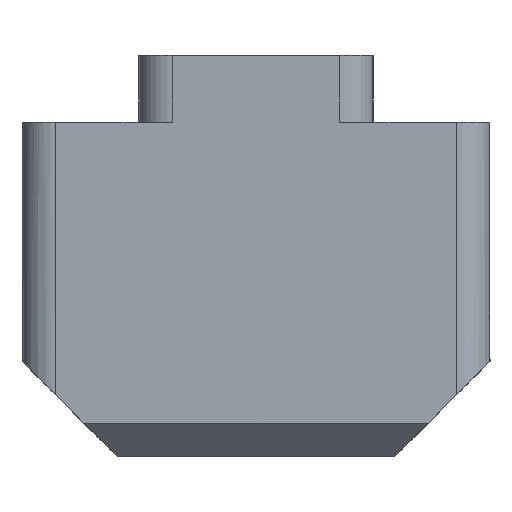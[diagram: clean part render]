
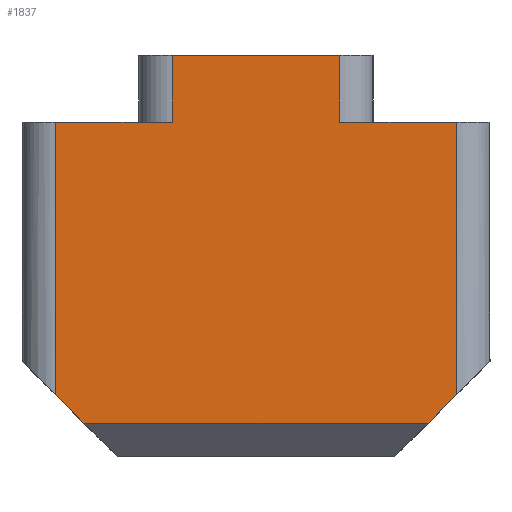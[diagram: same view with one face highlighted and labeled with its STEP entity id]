
A CAD part, left-side view. The second image highlights one B-rep face of the part: STEP entity #1837.
In plain terms, the highlighted planar face has unit normal (-1, 0, 0).
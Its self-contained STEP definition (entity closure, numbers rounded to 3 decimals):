
#53=PLANE('',#1980);
#113=FACE_OUTER_BOUND('',#213,.T.);
#213=EDGE_LOOP('',(#1335,#1336,#1337,#1338,#1339,#1340,#1341,#1342,#1343,
#1344));
#300=LINE('',#2707,#482);
#330=LINE('',#2794,#512);
#345=LINE('',#2859,#527);
#348=LINE('',#2865,#530);
#352=LINE('',#2872,#534);
#353=LINE('',#2879,#535);
#354=LINE('',#2882,#536);
#355=LINE('',#2884,#537);
#356=LINE('',#2885,#538);
#357=LINE('',#2886,#539);
#482=VECTOR('',#2138,10.);
#512=VECTOR('',#2210,10.);
#527=VECTOR('',#2255,10.);
#530=VECTOR('',#2260,10.);
#534=VECTOR('',#2266,10.);
#535=VECTOR('',#2279,10.);
#536=VECTOR('',#2282,10.);
#537=VECTOR('',#2283,10.);
#538=VECTOR('',#2284,10.);
#539=VECTOR('',#2285,10.);
#750=VERTEX_POINT('',#2704);
#751=VERTEX_POINT('',#2706);
#786=VERTEX_POINT('',#2791);
#787=VERTEX_POINT('',#2793);
#809=VERTEX_POINT('',#2856);
#810=VERTEX_POINT('',#2858);
#812=VERTEX_POINT('',#2864);
#814=VERTEX_POINT('',#2871);
#815=VERTEX_POINT('',#2881);
#816=VERTEX_POINT('',#2883);
#935=EDGE_CURVE('',#751,#750,#300,.T.);
#978=EDGE_CURVE('',#786,#787,#330,.T.);
#1007=EDGE_CURVE('',#809,#810,#345,.T.);
#1010=EDGE_CURVE('',#810,#812,#348,.T.);
#1014=EDGE_CURVE('',#814,#812,#352,.T.);
#1018=EDGE_CURVE('',#787,#809,#353,.T.);
#1019=EDGE_CURVE('',#815,#786,#354,.T.);
#1020=EDGE_CURVE('',#816,#815,#355,.T.);
#1021=EDGE_CURVE('',#751,#816,#356,.T.);
#1022=EDGE_CURVE('',#814,#750,#357,.T.);
#1335=ORIENTED_EDGE('',*,*,#1010,.F.);
#1336=ORIENTED_EDGE('',*,*,#1007,.F.);
#1337=ORIENTED_EDGE('',*,*,#1018,.F.);
#1338=ORIENTED_EDGE('',*,*,#978,.F.);
#1339=ORIENTED_EDGE('',*,*,#1019,.F.);
#1340=ORIENTED_EDGE('',*,*,#1020,.F.);
#1341=ORIENTED_EDGE('',*,*,#1021,.F.);
#1342=ORIENTED_EDGE('',*,*,#935,.T.);
#1343=ORIENTED_EDGE('',*,*,#1022,.F.);
#1344=ORIENTED_EDGE('',*,*,#1014,.T.);
#1837=ADVANCED_FACE('',(#113),#53,.T.);
#1980=AXIS2_PLACEMENT_3D('',#2880,#2280,#2281);
#2138=DIRECTION('',(0.,1.,0.));
#2210=DIRECTION('',(0.,-1.,0.));
#2255=DIRECTION('',(0.,0.707,-0.707));
#2260=DIRECTION('',(0.,1.,0.));
#2266=DIRECTION('',(0.,-0.707,-0.707));
#2279=DIRECTION('',(0.,0.,-1.));
#2280=DIRECTION('center_axis',(-1.,0.,0.));
#2281=DIRECTION('ref_axis',(0.,-1.,0.));
#2282=DIRECTION('',(0.,0.,-1.));
#2283=DIRECTION('',(0.,-1.,0.));
#2284=DIRECTION('',(0.,0.,1.));
#2285=DIRECTION('',(0.,0.,1.));
#2704=CARTESIAN_POINT('',(-131.682,-2.418,-106.1));
#2706=CARTESIAN_POINT('',(-131.682,-3.818,-106.1));
#2707=CARTESIAN_POINT('',(-131.682,-3.418,-106.1));
#2791=CARTESIAN_POINT('',(-131.682,-5.818,-106.1));
#2793=CARTESIAN_POINT('',(-131.682,-7.218,-106.1));
#2794=CARTESIAN_POINT('',(-131.682,-6.218,-106.1));
#2856=CARTESIAN_POINT('',(-131.682,-7.218,-109.359));
#2858=CARTESIAN_POINT('',(-131.682,-6.876,-109.7));
#2859=CARTESIAN_POINT('',(-131.682,-7.618,-108.959));
#2864=CARTESIAN_POINT('',(-131.682,-2.759,-109.7));
#2865=CARTESIAN_POINT('',(-131.682,-5.647,-109.7));
#2871=CARTESIAN_POINT('',(-131.682,-2.418,-109.359));
#2872=CARTESIAN_POINT('',(-131.682,-2.018,-108.959));
#2879=CARTESIAN_POINT('',(-131.682,-7.218,-106.9));
#2880=CARTESIAN_POINT('Origin',(-131.682,-4.818,-107.7));
#2881=CARTESIAN_POINT('',(-131.682,-5.818,-105.3));
#2882=CARTESIAN_POINT('',(-131.682,-5.818,-106.5));
#2883=CARTESIAN_POINT('',(-131.682,-3.818,-105.3));
#2884=CARTESIAN_POINT('',(-131.682,-3.418,-105.3));
#2885=CARTESIAN_POINT('',(-131.682,-3.818,-106.9));
#2886=CARTESIAN_POINT('',(-131.682,-2.418,-108.329));
